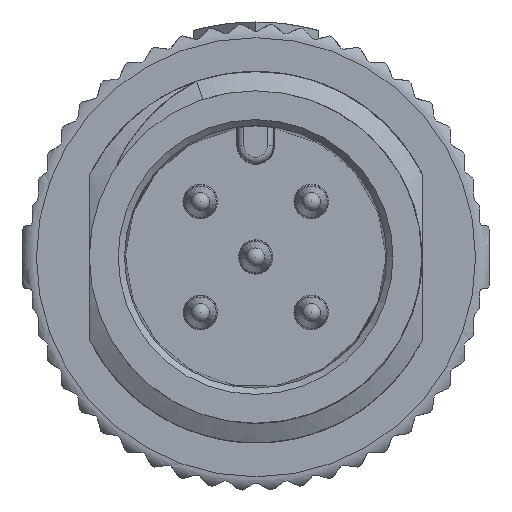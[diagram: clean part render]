
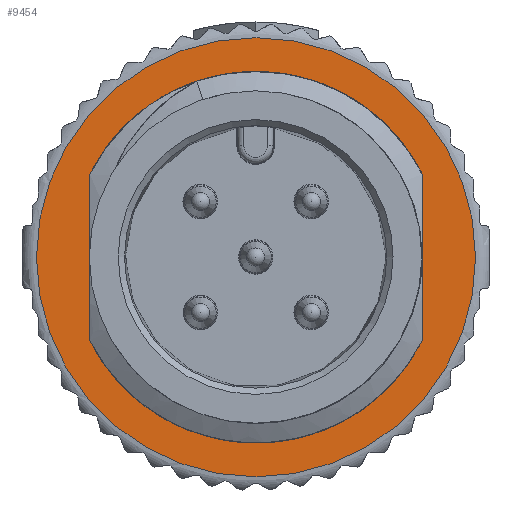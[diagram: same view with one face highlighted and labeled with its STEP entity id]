
A CAD part, front view. The second image highlights one B-rep face of the part: STEP entity #9454.
In plain terms, the highlighted face is planar.
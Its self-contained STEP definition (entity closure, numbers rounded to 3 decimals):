
#3941=ORIENTED_EDGE('',*,*,#5749,.F.);
#3942=ORIENTED_EDGE('',*,*,#5748,.F.);
#5748=EDGE_CURVE('',#6836,#6836,#7231,.T.);
#5749=EDGE_CURVE('',#6837,#6837,#7232,.T.);
#6836=VERTEX_POINT('',#17258);
#6837=VERTEX_POINT('',#17261);
#7231=CIRCLE('',#10463,7.);
#7232=CIRCLE('',#10465,5.3);
#7787=EDGE_LOOP('',(#3941));
#7788=EDGE_LOOP('',(#3942));
#8516=FACE_BOUND('',#7787,.T.);
#8517=FACE_BOUND('',#7788,.T.);
#9023=PLANE('',#10464);
#9454=ADVANCED_FACE('',(#8516,#8517),#9023,.T.);
#10463=AXIS2_PLACEMENT_3D('',#17257,#12118,#12119);
#10464=AXIS2_PLACEMENT_3D('',#17259,#12120,#12121);
#10465=AXIS2_PLACEMENT_3D('',#17260,#12122,#12123);
#12118=DIRECTION('',(0.,0.,-1.));
#12119=DIRECTION('',(-1.,0.,0.));
#12120=DIRECTION('',(0.,0.,1.));
#12121=DIRECTION('',(-1.,0.,0.));
#12122=DIRECTION('',(0.,0.,1.));
#12123=DIRECTION('',(-1.,0.,0.));
#17257=CARTESIAN_POINT('',(0.,0.,-9.55));
#17258=CARTESIAN_POINT('',(-7.,0.,-9.55));
#17259=CARTESIAN_POINT('',(0.,0.,-9.55));
#17260=CARTESIAN_POINT('',(0.,0.,-9.55));
#17261=CARTESIAN_POINT('',(-5.3,0.,-9.55));
